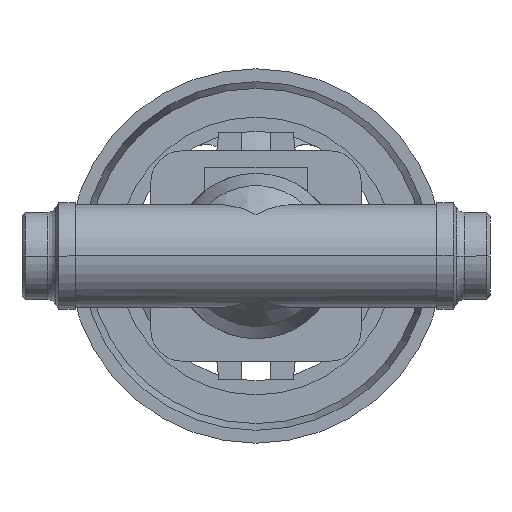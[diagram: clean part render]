
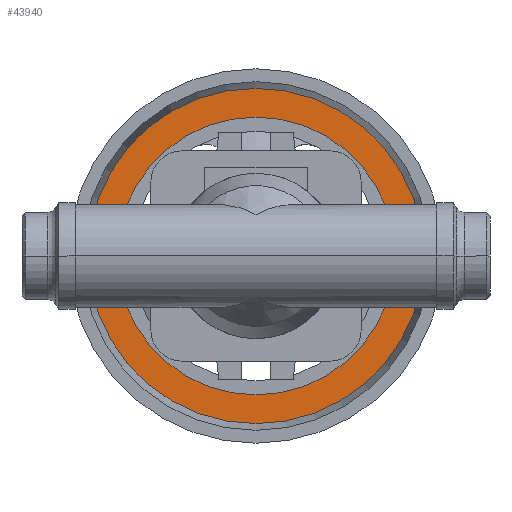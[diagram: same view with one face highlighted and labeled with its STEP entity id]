
A CAD part, front view. The second image highlights one B-rep face of the part: STEP entity #43940.
In plain terms, the highlighted planar face has unit normal (0, -1, 0).
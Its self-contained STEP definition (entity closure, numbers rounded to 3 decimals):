
#43460=CARTESIAN_POINT('',(128.715,201.53,0.
));
#43470=VERTEX_POINT('',#43460);
#43500=CARTESIAN_POINT('',(75.,201.53,0.));
#43510=DIRECTION('',(0.,1.,0.));
#43520=DIRECTION('',(-1.,0.,0.));
#43530=AXIS2_PLACEMENT_3D('',#43500,#43510,#43520);
#43540=CIRCLE('',#43530,53.715);
#43550=CARTESIAN_POINT('',(21.285,201.53,0.));
#43560=VERTEX_POINT('',#43550);
#43570=EDGE_CURVE('',#43560,#43470,#43540,.T.);
#43690=CARTESIAN_POINT('',(25.892,201.53,0.)
);
#43700=DIRECTION('',(0.,-1.,0.));
#43710=DIRECTION('',(1.,0.,0.));
#43720=AXIS2_PLACEMENT_3D('',#43690,#43700,#43710);
#43730=PLANE('',#43720);
#43740=EDGE_CURVE('',#43470,#43560,#43540,.T.);
#43750=ORIENTED_EDGE('',*,*,#43740,.F.);
#43760=ORIENTED_EDGE('',*,*,#43570,.F.);
#43770=EDGE_LOOP('',(#43760,#43750));
#43780=FACE_OUTER_BOUND('',#43770,.T.);
#43790=CARTESIAN_POINT('',(75.,201.53,0.));
#43800=DIRECTION('',(0.,1.,0.));
#43810=DIRECTION('',(-1.,0.,0.));
#43820=AXIS2_PLACEMENT_3D('',#43790,#43800,#43810);
#43830=CIRCLE('',#43820,44.5);
#43840=CARTESIAN_POINT('',(30.5,201.53,0.));
#43850=VERTEX_POINT('',#43840);
#43860=CARTESIAN_POINT('',(119.5,201.53,0.));
#43870=VERTEX_POINT('',#43860);
#43880=EDGE_CURVE('',#43850,#43870,#43830,.T.);
#43890=ORIENTED_EDGE('',*,*,#43880,.T.);
#43900=EDGE_CURVE('',#43870,#43850,#43830,.T.);
#43910=ORIENTED_EDGE('',*,*,#43900,.T.);
#43920=EDGE_LOOP('',(#43910,#43890));
#43930=FACE_BOUND('',#43920,.T.);
#43940=ADVANCED_FACE('',(#43780,#43930),#43730,.T.);
